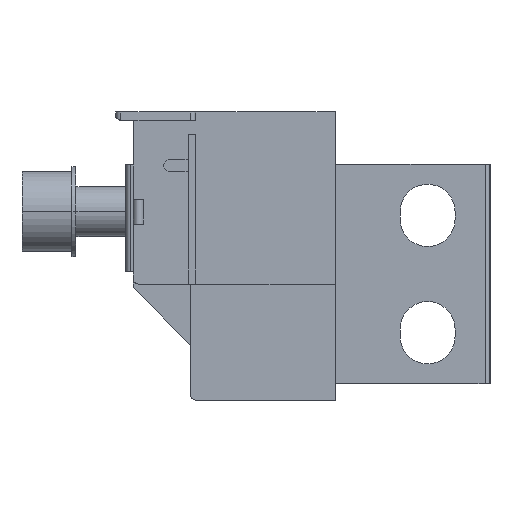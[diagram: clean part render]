
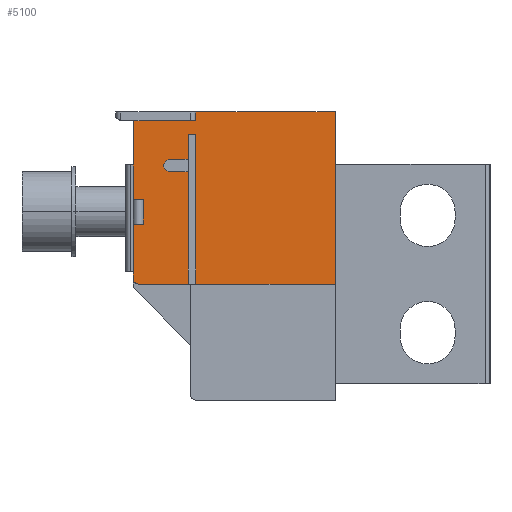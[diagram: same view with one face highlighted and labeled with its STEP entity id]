
A CAD part, left-side view. The second image highlights one B-rep face of the part: STEP entity #5100.
In plain terms, the highlighted planar face has unit normal (-1, 0, 0).
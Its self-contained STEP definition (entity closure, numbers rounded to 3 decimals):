
#3735=DIRECTION('',(0.,0.,1.));
#3736=VECTOR('',#3735,0.5);
#3737=CARTESIAN_POINT('',(-95.25,6.5,261.5));
#3738=LINE('',#3737,#3736);
#3739=DIRECTION('',(0.,1.,0.));
#3740=VECTOR('',#3739,10.);
#3741=CARTESIAN_POINT('',(-95.25,1.5,238.));
#3742=LINE('',#3741,#3740);
#3743=CARTESIAN_POINT('',(-95.25,11.5,239.));
#3744=DIRECTION('',(1.,0.,0.));
#3745=DIRECTION('',(0.,0.,-1.));
#3746=AXIS2_PLACEMENT_3D('',#3743,#3744,#3745);
#3748=DIRECTION('',(0.,0.,1.));
#3749=VECTOR('',#3748,11.);
#3750=CARTESIAN_POINT('',(-95.25,12.5,239.));
#3751=LINE('',#3750,#3749);
#3752=DIRECTION('',(0.,0.,1.));
#3753=VECTOR('',#3752,15.75);
#3754=CARTESIAN_POINT('',(-95.25,12.5,255.));
#3755=LINE('',#3754,#3753);
#3756=DIRECTION('',(0.,1.,0.));
#3757=VECTOR('',#3756,28.);
#3758=CARTESIAN_POINT('',(-95.25,-28.,238.));
#3759=LINE('',#3758,#3757);
#3760=DIRECTION('',(0.,0.707,-0.707));
#3761=VECTOR('',#3760,1.414);
#3762=CARTESIAN_POINT('',(-95.25,5.5,263.));
#3763=LINE('',#3762,#3761);
#3764=DIRECTION('',(0.,-0.707,-0.707));
#3765=VECTOR('',#3764,1.414);
#3766=CARTESIAN_POINT('',(-95.25,6.5,261.5));
#3767=LINE('',#3766,#3765);
#3913=DIRECTION('',(0.,0.,1.));
#3914=VECTOR('',#3913,34.5);
#3915=CARTESIAN_POINT('',(-95.25,-28.,238.));
#3916=LINE('',#3915,#3914);
#3969=DIRECTION('',(0.,1.,0.));
#3970=VECTOR('',#3969,10.);
#3971=CARTESIAN_POINT('',(-95.25,-28.,272.5));
#3972=LINE('',#3971,#3970);
#3973=DIRECTION('',(0.,1.,0.));
#3974=VECTOR('',#3973,18.);
#3975=CARTESIAN_POINT('',(-95.25,-18.,272.5));
#3976=LINE('',#3975,#3974);
#3981=DIRECTION('',(0.,0.,-1.));
#3982=VECTOR('',#3981,1.75);
#3983=CARTESIAN_POINT('',(-95.25,0.,272.5));
#3984=LINE('',#3983,#3982);
#3990=DIRECTION('',(0.,1.,0.));
#3991=VECTOR('',#3990,12.5);
#3992=CARTESIAN_POINT('',(-95.25,0.,270.75));
#3993=LINE('',#3992,#3991);
#4531=DIRECTION('',(0.,-1.,0.));
#4532=VECTOR('',#4531,2.);
#4533=CARTESIAN_POINT('',(-95.25,12.5,255.));
#4534=LINE('',#4533,#4532);
#4547=DIRECTION('',(0.,0.,-1.));
#4548=VECTOR('',#4547,5.);
#4549=CARTESIAN_POINT('',(-95.25,10.5,255.));
#4550=LINE('',#4549,#4548);
#4556=DIRECTION('',(0.,1.,0.));
#4557=VECTOR('',#4556,2.);
#4558=CARTESIAN_POINT('',(-95.25,10.5,250.));
#4559=LINE('',#4558,#4557);
#4588=DIRECTION('',(0.,0.,1.));
#4589=VECTOR('',#4588,22.5);
#4590=CARTESIAN_POINT('',(-95.25,1.5,238.));
#4591=LINE('',#4590,#4589);
#4592=DIRECTION('',(0.,0.,1.));
#4593=VECTOR('',#4592,5.);
#4594=CARTESIAN_POINT('',(-95.25,1.5,263.));
#4595=LINE('',#4594,#4593);
#4596=DIRECTION('',(0.,-1.,0.));
#4597=VECTOR('',#4596,1.5);
#4598=CARTESIAN_POINT('',(-95.25,1.5,268.));
#4599=LINE('',#4598,#4597);
#4612=DIRECTION('',(0.,0.,-1.));
#4613=VECTOR('',#4612,30.);
#4614=CARTESIAN_POINT('',(-95.25,0.,268.));
#4615=LINE('',#4614,#4613);
#4636=DIRECTION('',(0.,1.,0.));
#4637=VECTOR('',#4636,4.);
#4638=CARTESIAN_POINT('',(-95.25,1.5,260.5));
#4639=LINE('',#4638,#4637);
#4644=DIRECTION('',(0.,-1.,0.));
#4645=VECTOR('',#4644,4.);
#4646=CARTESIAN_POINT('',(-95.25,5.5,263.));
#4647=LINE('',#4646,#4645);
#4694=CARTESIAN_POINT('',(-95.25,12.5,270.75));
#4696=VERTEX_POINT('',#4694);
#4698=CARTESIAN_POINT('',(-95.25,12.5,255.));
#4699=VERTEX_POINT('',#4698);
#4702=CARTESIAN_POINT('',(-95.25,12.5,239.));
#4703=CARTESIAN_POINT('',(-95.25,12.5,250.));
#4704=VERTEX_POINT('',#4702);
#4705=VERTEX_POINT('',#4703);
#4782=CARTESIAN_POINT('',(-95.25,1.5,238.));
#4783=CARTESIAN_POINT('',(-95.25,11.5,238.));
#4784=VERTEX_POINT('',#4782);
#4785=VERTEX_POINT('',#4783);
#4790=CARTESIAN_POINT('',(-95.25,0.,238.));
#4791=VERTEX_POINT('',#4790);
#4792=CARTESIAN_POINT('',(-95.25,-28.,238.));
#4793=VERTEX_POINT('',#4792);
#4794=CARTESIAN_POINT('',(-95.25,10.5,255.));
#4795=VERTEX_POINT('',#4794);
#4796=CARTESIAN_POINT('',(-95.25,-18.,272.5));
#4797=CARTESIAN_POINT('',(-95.25,0.,272.5));
#4798=VERTEX_POINT('',#4796);
#4799=VERTEX_POINT('',#4797);
#4800=CARTESIAN_POINT('',(-95.25,-28.,272.5));
#4801=VERTEX_POINT('',#4800);
#4802=CARTESIAN_POINT('',(-95.25,1.5,263.));
#4803=CARTESIAN_POINT('',(-95.25,1.5,268.));
#4804=VERTEX_POINT('',#4802);
#4805=VERTEX_POINT('',#4803);
#4806=CARTESIAN_POINT('',(-95.25,5.5,263.));
#4807=VERTEX_POINT('',#4806);
#4808=CARTESIAN_POINT('',(-95.25,6.5,262.));
#4809=VERTEX_POINT('',#4808);
#4810=CARTESIAN_POINT('',(-95.25,6.5,261.5));
#4811=VERTEX_POINT('',#4810);
#4812=CARTESIAN_POINT('',(-95.25,5.5,260.5));
#4813=VERTEX_POINT('',#4812);
#4814=CARTESIAN_POINT('',(-95.25,1.5,260.5));
#4815=VERTEX_POINT('',#4814);
#4820=CARTESIAN_POINT('',(-95.25,10.5,250.));
#4821=VERTEX_POINT('',#4820);
#4828=CARTESIAN_POINT('',(-95.25,0.,270.75));
#4829=VERTEX_POINT('',#4828);
#4933=CARTESIAN_POINT('',(-95.25,0.,268.));
#4934=VERTEX_POINT('',#4933);
#5051=CARTESIAN_POINT('',(-95.25,-7.75,255.25));
#5052=DIRECTION('',(1.,0.,0.));
#5053=DIRECTION('',(0.,0.,-1.));
#5054=AXIS2_PLACEMENT_3D('',#5051,#5052,#5053);
#5055=PLANE('',#5054);
#5057=ORIENTED_EDGE('',*,*,#5056,.T.);
#5059=ORIENTED_EDGE('',*,*,#5058,.T.);
#5061=ORIENTED_EDGE('',*,*,#5060,.T.);
#5063=ORIENTED_EDGE('',*,*,#5062,.F.);
#5065=ORIENTED_EDGE('',*,*,#5064,.F.);
#5067=ORIENTED_EDGE('',*,*,#5066,.F.);
#5069=ORIENTED_EDGE('',*,*,#5068,.T.);
#5071=ORIENTED_EDGE('',*,*,#5070,.F.);
#5073=ORIENTED_EDGE('',*,*,#5072,.F.);
#5075=ORIENTED_EDGE('',*,*,#5074,.F.);
#5077=ORIENTED_EDGE('',*,*,#5076,.F.);
#5079=ORIENTED_EDGE('',*,*,#5078,.F.);
#5081=ORIENTED_EDGE('',*,*,#5080,.T.);
#5083=ORIENTED_EDGE('',*,*,#5082,.F.);
#5085=ORIENTED_EDGE('',*,*,#5084,.F.);
#5087=ORIENTED_EDGE('',*,*,#5086,.F.);
#5089=ORIENTED_EDGE('',*,*,#5088,.F.);
#5091=ORIENTED_EDGE('',*,*,#5090,.T.);
#5092=ORIENTED_EDGE('',*,*,#5037,.F.);
#5093=ORIENTED_EDGE('',*,*,#4990,.T.);
#5095=ORIENTED_EDGE('',*,*,#5094,.F.);
#5097=ORIENTED_EDGE('',*,*,#5096,.F.);
#5098=EDGE_LOOP('',(#5057,#5059,#5061,#5063,#5065,#5067,#5069,#5071,#5073,#5075,
#5077,#5079,#5081,#5083,#5085,#5087,#5089,#5091,#5092,#5093,#5095,#5097));
#5099=FACE_OUTER_BOUND('',#5098,.F.);
#3747=CIRCLE('',#3746,1.);
#4990=EDGE_CURVE('',#4811,#4813,#3767,.T.);
#5037=EDGE_CURVE('',#4811,#4809,#3738,.T.);
#5056=EDGE_CURVE('',#4784,#4785,#3742,.T.);
#5058=EDGE_CURVE('',#4785,#4704,#3747,.T.);
#5060=EDGE_CURVE('',#4704,#4705,#3751,.T.);
#5062=EDGE_CURVE('',#4821,#4705,#4559,.T.);
#5064=EDGE_CURVE('',#4795,#4821,#4550,.T.);
#5066=EDGE_CURVE('',#4699,#4795,#4534,.T.);
#5068=EDGE_CURVE('',#4699,#4696,#3755,.T.);
#5070=EDGE_CURVE('',#4829,#4696,#3993,.T.);
#5072=EDGE_CURVE('',#4799,#4829,#3984,.T.);
#5074=EDGE_CURVE('',#4798,#4799,#3976,.T.);
#5076=EDGE_CURVE('',#4801,#4798,#3972,.T.);
#5078=EDGE_CURVE('',#4793,#4801,#3916,.T.);
#5080=EDGE_CURVE('',#4793,#4791,#3759,.T.);
#5082=EDGE_CURVE('',#4934,#4791,#4615,.T.);
#5084=EDGE_CURVE('',#4805,#4934,#4599,.T.);
#5086=EDGE_CURVE('',#4804,#4805,#4595,.T.);
#5088=EDGE_CURVE('',#4807,#4804,#4647,.T.);
#5090=EDGE_CURVE('',#4807,#4809,#3763,.T.);
#5094=EDGE_CURVE('',#4815,#4813,#4639,.T.);
#5096=EDGE_CURVE('',#4784,#4815,#4591,.T.);
#5100=ADVANCED_FACE('',(#5099),#5055,.F.);
